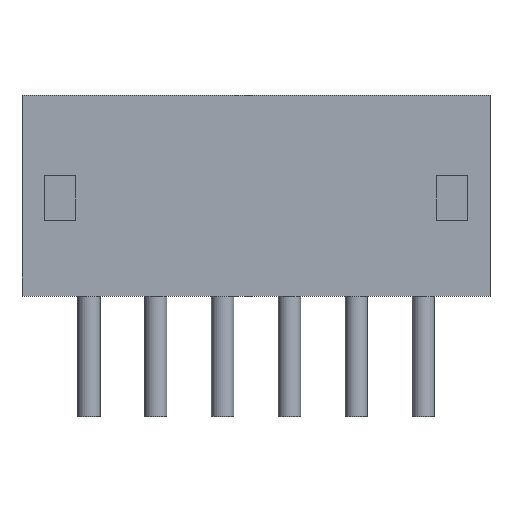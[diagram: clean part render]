
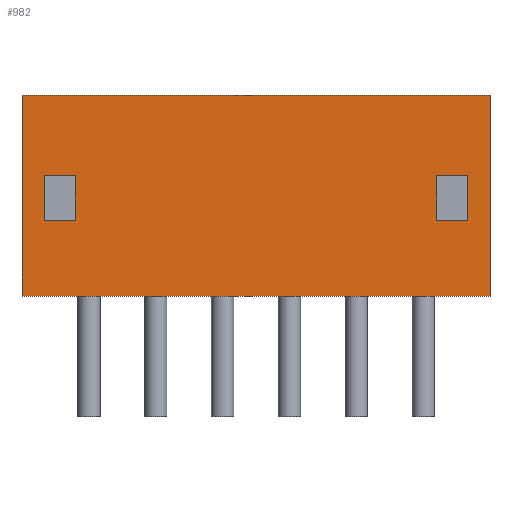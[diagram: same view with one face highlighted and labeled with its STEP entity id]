
A CAD part, top view. The second image highlights one B-rep face of the part: STEP entity #982.
In plain terms, the highlighted planar face has unit normal (0, 0, 1).
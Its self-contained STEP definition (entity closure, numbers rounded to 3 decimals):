
#20=FACE_BOUND('',#146,.T.);
#21=FACE_BOUND('',#147,.T.);
#39=PLANE('',#1094);
#89=FACE_OUTER_BOUND('',#145,.T.);
#145=EDGE_LOOP('',(#770,#771,#772,#773));
#146=EDGE_LOOP('',(#774,#775,#776,#777));
#147=EDGE_LOOP('',(#778,#779,#780,#781));
#202=LINE('',#1560,#292);
#210=LINE('',#1576,#300);
#217=LINE('',#1590,#307);
#218=LINE('',#1591,#308);
#219=LINE('',#1594,#309);
#220=LINE('',#1596,#310);
#221=LINE('',#1598,#311);
#222=LINE('',#1599,#312);
#223=LINE('',#1602,#313);
#224=LINE('',#1604,#314);
#225=LINE('',#1606,#315);
#226=LINE('',#1607,#316);
#292=VECTOR('',#1281,4.5);
#300=VECTOR('',#1295,10.5);
#307=VECTOR('',#1304,10.5);
#308=VECTOR('',#1305,4.5);
#309=VECTOR('',#1306,0.7);
#310=VECTOR('',#1307,1.);
#311=VECTOR('',#1308,0.7);
#312=VECTOR('',#1309,1.);
#313=VECTOR('',#1310,0.7);
#314=VECTOR('',#1311,1.);
#315=VECTOR('',#1312,0.7);
#316=VECTOR('',#1313,1.);
#466=VERTEX_POINT('',#1557);
#467=VERTEX_POINT('',#1559);
#472=VERTEX_POINT('',#1575);
#478=VERTEX_POINT('',#1589);
#479=VERTEX_POINT('',#1592);
#480=VERTEX_POINT('',#1593);
#481=VERTEX_POINT('',#1595);
#482=VERTEX_POINT('',#1597);
#483=VERTEX_POINT('',#1600);
#484=VERTEX_POINT('',#1601);
#485=VERTEX_POINT('',#1603);
#486=VERTEX_POINT('',#1605);
#578=EDGE_CURVE('',#466,#467,#202,.T.);
#586=EDGE_CURVE('',#467,#472,#210,.T.);
#593=EDGE_CURVE('',#466,#478,#217,.T.);
#594=EDGE_CURVE('',#478,#472,#218,.T.);
#595=EDGE_CURVE('',#479,#480,#219,.T.);
#596=EDGE_CURVE('',#480,#481,#220,.T.);
#597=EDGE_CURVE('',#481,#482,#221,.T.);
#598=EDGE_CURVE('',#482,#479,#222,.T.);
#599=EDGE_CURVE('',#483,#484,#223,.T.);
#600=EDGE_CURVE('',#484,#485,#224,.T.);
#601=EDGE_CURVE('',#485,#486,#225,.T.);
#602=EDGE_CURVE('',#486,#483,#226,.T.);
#770=ORIENTED_EDGE('',*,*,#586,.F.);
#771=ORIENTED_EDGE('',*,*,#578,.F.);
#772=ORIENTED_EDGE('',*,*,#593,.T.);
#773=ORIENTED_EDGE('',*,*,#594,.T.);
#774=ORIENTED_EDGE('',*,*,#595,.T.);
#775=ORIENTED_EDGE('',*,*,#596,.T.);
#776=ORIENTED_EDGE('',*,*,#597,.T.);
#777=ORIENTED_EDGE('',*,*,#598,.T.);
#778=ORIENTED_EDGE('',*,*,#599,.T.);
#779=ORIENTED_EDGE('',*,*,#600,.T.);
#780=ORIENTED_EDGE('',*,*,#601,.T.);
#781=ORIENTED_EDGE('',*,*,#602,.T.);
#982=ADVANCED_FACE('',(#89,#20,#21),#39,.F.);
#1094=AXIS2_PLACEMENT_3D('',#1588,#1302,#1303);
#1281=DIRECTION('',(0.,1.,0.));
#1295=DIRECTION('',(1.,0.,0.));
#1302=DIRECTION('center_axis',(0.,0.,-1.));
#1303=DIRECTION('ref_axis',(-1.,0.,0.));
#1304=DIRECTION('',(1.,0.,0.));
#1305=DIRECTION('',(0.,1.,0.));
#1306=DIRECTION('',(-1.,0.,0.));
#1307=DIRECTION('',(0.,1.,0.));
#1308=DIRECTION('',(1.,0.,0.));
#1309=DIRECTION('',(0.,-1.,0.));
#1310=DIRECTION('',(1.,0.,0.));
#1311=DIRECTION('',(0.,-1.,0.));
#1312=DIRECTION('',(-1.,0.,0.));
#1313=DIRECTION('',(0.,1.,0.));
#1557=CARTESIAN_POINT('',(-5.25,0.,0.));
#1559=CARTESIAN_POINT('',(-5.25,4.5,0.));
#1560=CARTESIAN_POINT('',(-5.25,0.,0.));
#1575=CARTESIAN_POINT('',(5.25,4.5,0.));
#1576=CARTESIAN_POINT('',(-5.25,4.5,0.));
#1588=CARTESIAN_POINT('Origin',(0.,0.,0.));
#1589=CARTESIAN_POINT('',(5.25,0.,0.));
#1590=CARTESIAN_POINT('',(-5.25,0.,0.));
#1591=CARTESIAN_POINT('',(5.25,0.,0.));
#1592=CARTESIAN_POINT('',(4.75,1.7,0.));
#1593=CARTESIAN_POINT('',(4.05,1.7,0.));
#1594=CARTESIAN_POINT('',(4.75,1.7,0.));
#1595=CARTESIAN_POINT('',(4.05,2.7,0.));
#1596=CARTESIAN_POINT('',(4.05,1.7,0.));
#1597=CARTESIAN_POINT('',(4.75,2.7,0.));
#1598=CARTESIAN_POINT('',(4.05,2.7,0.));
#1599=CARTESIAN_POINT('',(4.75,2.7,0.));
#1600=CARTESIAN_POINT('',(-4.75,2.7,0.));
#1601=CARTESIAN_POINT('',(-4.05,2.7,0.));
#1602=CARTESIAN_POINT('',(-4.75,2.7,0.));
#1603=CARTESIAN_POINT('',(-4.05,1.7,0.));
#1604=CARTESIAN_POINT('',(-4.05,2.7,0.));
#1605=CARTESIAN_POINT('',(-4.75,1.7,0.));
#1606=CARTESIAN_POINT('',(-4.05,1.7,0.));
#1607=CARTESIAN_POINT('',(-4.75,1.7,0.));
